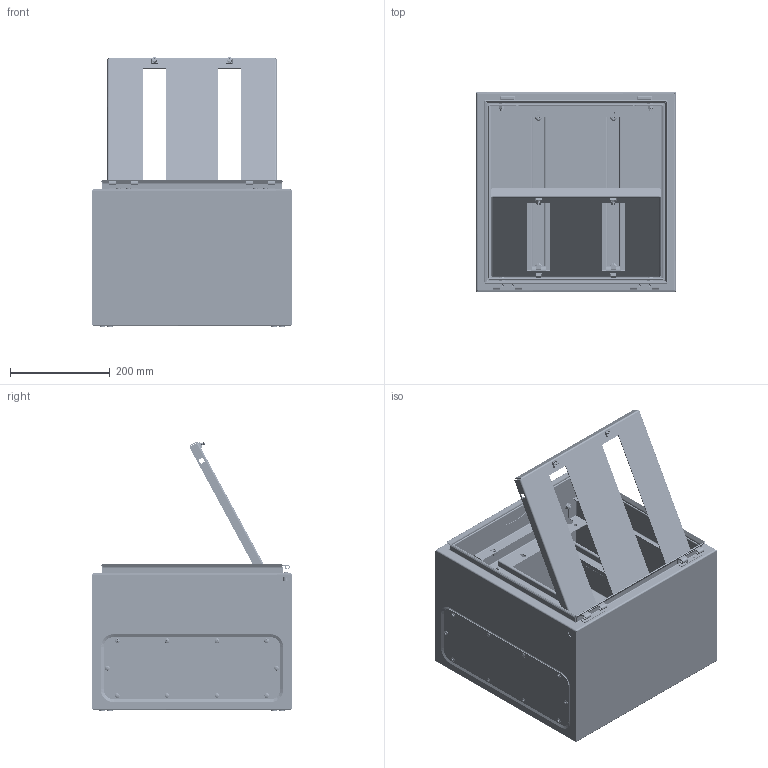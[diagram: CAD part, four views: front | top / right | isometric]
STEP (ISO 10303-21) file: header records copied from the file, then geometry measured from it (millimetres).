
FILE_DESCRIPTION (( 'STEP AP203' ), '1' );
FILE_NAME ('R5TM44.step', '2011-10-28T13:03:32', ( 'User' ), ( 'DKC' ), 'SwSTEP 2.0', 'SolidWorks 2011', '' );
FILE_SCHEMA (( 'CONFIG_CONTROL_DESIGN' ));
Products named in the file (34): R5TM44; reduser; Sectioning sets R5TM 1 door_R5TM44; Rounded head screw with cross slot M6 x 12_ISO 7045 - M6 x 12 - Z --- 12S; Din profile CE_400; Perno AC00C148_AC00C148; screw M5x30_screw M5x30; AC00C129; Borchia quadra per pannelli distribuzione_AC00C147; Porta distribuzione_400õ400 ÑÂ02Ñ313; Dado gabbia 11x11 M5; dado quadrato 11x11 M5_Default; gabbia M6_Default; Cerniera CE AC00C146; Øïèëüêà çàïðåññîâàííàÿ â ïåòëþ M6 x 10_ M6x16; cerniera per panelli distribuzione CE_AC00C146; Frame for sectioning sets R5TM_400x400; Traversa porta_400 ﾑﾂ02ﾑ310; Montante porta_400 CB02C305; Frames CE assemble 11111_400x400x300 R5CE0443; end-cap_AC00C061; land; Tapping screw 4.8x9.5 AC00C352_AC00C352; End-cup AC00C383_Default; Tapping screw 4.2x16_Tapping screw 4.2x16; Blocchetto fissaggio cerniera AC00C354_AC00C354; CERNIERA AC00C399_Default; Flange nut M6_ISO 7044-M6-S; Perno M6 AC00C145_1; Sealant AC00C355; End-cup AC00C317_Default; Flanges CE_327x97; Sealants of flange_327x97; Frames CE 11111_400x400x300
Assembly tree (91 placements, depth 4):
  R5TM44
    Frames CE assemble 11111_400x400x300 R5CE0443
      Tapping screw 4.2x16_Tapping screw 4.2x16  x4
      End-cup AC00C317_Default  x4
      Tapping screw 4.8x9.5 AC00C352_AC00C352  x12
      Sealant AC00C355  x4
      Perno M6 AC00C145_1  x4
      Sealants of flange_327x97
      land  x4
      CERNIERA AC00C399_Default  x2
      Frames CE 11111_400x400x300
      End-cup AC00C383_Default  x2
      Flange nut M6_ISO 7044-M6-S  x4
      end-cap_AC00C061  x2
      Blocchetto fissaggio cerniera AC00C354_AC00C354  x2
      Flanges CE_327x97
    Sectioning sets R5TM 1 door_R5TM44
      Flange nut M6_ISO 7044-M6-S  x6
      Din profile CE_400  x2
      Rounded head screw with cross slot M6 x 12_ISO 7045 - M6 x 12 - Z --- 12S  x4
      Perno AC00C148_AC00C148  x2
      Borchia quadra per pannelli distribuzione_AC00C147  x2
      Porta distribuzione_400õ400 ÑÂ02Ñ313
      AC00C129  x2
      screw M5x30_screw M5x30  x2
      Dado gabbia 11x11 M5  x2
        dado quadrato 11x11 M5_Default
        gabbia M6_Default
      Cerniera CE AC00C146  x2
        Øïèëüêà çàïðåññîâàííàÿ â ïåòëþ M6 x 10_ M6x16
        cerniera per panelli distribuzione CE_AC00C146
      Frame for sectioning sets R5TM_400x400
        Montante porta_400 CB02C305  x2
        Traversa porta_400 ﾑﾂ02ﾑ310  x2
    reduser  x4
    Flange nut M6_ISO 7044-M6-S  x4
Bounding box: 400.13 x 400 x 542.08 mm (x, y, z)
Volume: 1532627.2 mm3; surface area: 2053313.3 mm2
Topology: 92 solids, 92 shells, 7298 faces, 18164 edges, 11086 vertices
Faces by surface type: cone 2158, cylinder 1992, plane 1612, bspline 1356, torus 148, sphere 32
Entity records: 150117 total; most frequent: CARTESIAN_POINT 91157, ORIENTED_EDGE 11744, DIRECTION 10743, EDGE_CURVE 5872, AXIS2_PLACEMENT_3D 4025, VERTEX_POINT 3628, LINE 2693, VECTOR 2693
